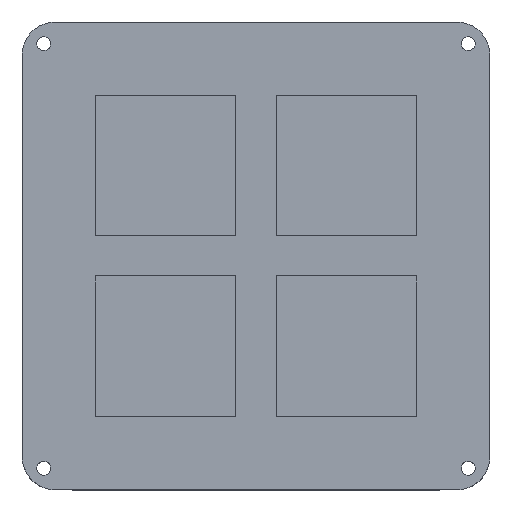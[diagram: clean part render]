
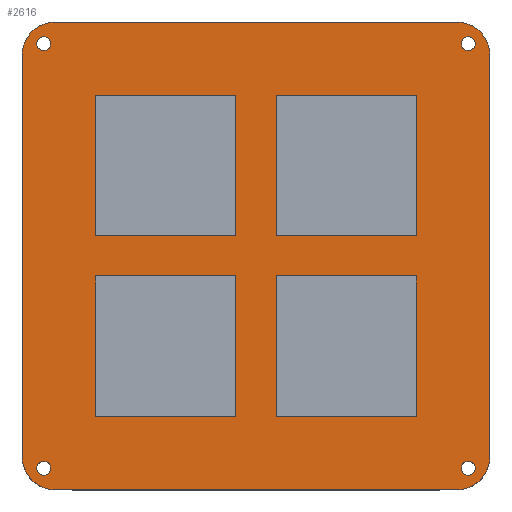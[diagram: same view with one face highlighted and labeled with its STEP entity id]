
A CAD part, top view. The second image highlights one B-rep face of the part: STEP entity #2616.
In plain terms, the highlighted planar face has unit normal (0, 0, 1).
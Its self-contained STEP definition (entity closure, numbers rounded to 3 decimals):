
#20=FACE_BOUND('',#382,.T.);
#21=FACE_BOUND('',#383,.T.);
#22=FACE_BOUND('',#384,.T.);
#23=FACE_BOUND('',#385,.T.);
#24=FACE_BOUND('',#386,.T.);
#25=FACE_BOUND('',#387,.T.);
#26=FACE_BOUND('',#388,.T.);
#27=FACE_BOUND('',#389,.T.);
#110=PLANE('',#2859);
#243=FACE_OUTER_BOUND('',#381,.T.);
#381=EDGE_LOOP('',(#2394,#2395,#2396,#2397,#2398,#2399,#2400,#2401));
#382=EDGE_LOOP('',(#2402,#2403,#2404,#2405));
#383=EDGE_LOOP('',(#2406,#2407,#2408,#2409));
#384=EDGE_LOOP('',(#2410,#2411,#2412,#2413));
#385=EDGE_LOOP('',(#2414,#2415,#2416,#2417));
#386=EDGE_LOOP('',(#2418));
#387=EDGE_LOOP('',(#2419));
#388=EDGE_LOOP('',(#2420));
#389=EDGE_LOOP('',(#2421));
#490=LINE('',#3903,#772);
#494=LINE('',#3911,#776);
#497=LINE('',#3917,#779);
#500=LINE('',#3922,#782);
#502=LINE('',#3928,#784);
#506=LINE('',#3936,#788);
#509=LINE('',#3942,#791);
#512=LINE('',#3947,#794);
#514=LINE('',#3953,#796);
#518=LINE('',#3961,#800);
#521=LINE('',#3967,#803);
#524=LINE('',#3972,#806);
#526=LINE('',#3978,#808);
#530=LINE('',#3986,#812);
#533=LINE('',#3992,#815);
#536=LINE('',#3997,#818);
#665=LINE('',#4344,#947);
#668=LINE('',#4353,#950);
#672=LINE('',#4364,#954);
#673=LINE('',#4365,#955);
#772=VECTOR('',#3100,10.);
#776=VECTOR('',#3106,10.);
#779=VECTOR('',#3111,10.);
#782=VECTOR('',#3116,10.);
#784=VECTOR('',#3122,10.);
#788=VECTOR('',#3128,10.);
#791=VECTOR('',#3133,10.);
#794=VECTOR('',#3138,10.);
#796=VECTOR('',#3144,10.);
#800=VECTOR('',#3150,10.);
#803=VECTOR('',#3155,10.);
#806=VECTOR('',#3160,10.);
#808=VECTOR('',#3166,10.);
#812=VECTOR('',#3172,10.);
#815=VECTOR('',#3177,10.);
#818=VECTOR('',#3182,10.);
#947=VECTOR('',#3575,10.);
#950=VECTOR('',#3584,10.);
#954=VECTOR('',#3598,10.);
#955=VECTOR('',#3599,10.);
#1044=CIRCLE('',#2826,2.1);
#1045=CIRCLE('',#2828,2.1);
#1046=CIRCLE('',#2830,2.1);
#1047=CIRCLE('',#2832,2.1);
#1048=CIRCLE('',#2850,10.);
#1049=CIRCLE('',#2853,10.);
#1050=CIRCLE('',#2856,10.);
#1051=CIRCLE('',#2858,10.);
#1181=VERTEX_POINT('',#3901);
#1182=VERTEX_POINT('',#3902);
#1185=VERTEX_POINT('',#3910);
#1187=VERTEX_POINT('',#3916);
#1189=VERTEX_POINT('',#3926);
#1190=VERTEX_POINT('',#3927);
#1193=VERTEX_POINT('',#3935);
#1195=VERTEX_POINT('',#3941);
#1197=VERTEX_POINT('',#3951);
#1198=VERTEX_POINT('',#3952);
#1201=VERTEX_POINT('',#3960);
#1203=VERTEX_POINT('',#3966);
#1205=VERTEX_POINT('',#3976);
#1206=VERTEX_POINT('',#3977);
#1209=VERTEX_POINT('',#3985);
#1211=VERTEX_POINT('',#3991);
#1292=VERTEX_POINT('',#4303);
#1293=VERTEX_POINT('',#4307);
#1294=VERTEX_POINT('',#4311);
#1295=VERTEX_POINT('',#4315);
#1296=VERTEX_POINT('',#4336);
#1297=VERTEX_POINT('',#4338);
#1298=VERTEX_POINT('',#4342);
#1299=VERTEX_POINT('',#4346);
#1300=VERTEX_POINT('',#4348);
#1301=VERTEX_POINT('',#4352);
#1302=VERTEX_POINT('',#4356);
#1303=VERTEX_POINT('',#4360);
#1451=EDGE_CURVE('',#1181,#1182,#490,.T.);
#1455=EDGE_CURVE('',#1185,#1181,#494,.T.);
#1458=EDGE_CURVE('',#1187,#1185,#497,.T.);
#1461=EDGE_CURVE('',#1182,#1187,#500,.T.);
#1463=EDGE_CURVE('',#1189,#1190,#502,.T.);
#1467=EDGE_CURVE('',#1193,#1189,#506,.T.);
#1470=EDGE_CURVE('',#1195,#1193,#509,.T.);
#1473=EDGE_CURVE('',#1190,#1195,#512,.T.);
#1475=EDGE_CURVE('',#1197,#1198,#514,.T.);
#1479=EDGE_CURVE('',#1201,#1197,#518,.T.);
#1482=EDGE_CURVE('',#1203,#1201,#521,.T.);
#1485=EDGE_CURVE('',#1198,#1203,#524,.T.);
#1487=EDGE_CURVE('',#1205,#1206,#526,.T.);
#1491=EDGE_CURVE('',#1209,#1205,#530,.T.);
#1494=EDGE_CURVE('',#1211,#1209,#533,.T.);
#1497=EDGE_CURVE('',#1206,#1211,#536,.T.);
#1657=EDGE_CURVE('',#1292,#1292,#1044,.T.);
#1659=EDGE_CURVE('',#1293,#1293,#1045,.T.);
#1661=EDGE_CURVE('',#1294,#1294,#1046,.T.);
#1663=EDGE_CURVE('',#1295,#1295,#1047,.T.);
#1667=EDGE_CURVE('',#1297,#1296,#1048,.T.);
#1670=EDGE_CURVE('',#1296,#1298,#665,.T.);
#1672=EDGE_CURVE('',#1300,#1299,#1049,.T.);
#1674=EDGE_CURVE('',#1301,#1300,#668,.T.);
#1676=EDGE_CURVE('',#1302,#1301,#1050,.T.);
#1679=EDGE_CURVE('',#1298,#1303,#1051,.T.);
#1680=EDGE_CURVE('',#1303,#1302,#672,.T.);
#1681=EDGE_CURVE('',#1299,#1297,#673,.T.);
#2394=ORIENTED_EDGE('',*,*,#1667,.T.);
#2395=ORIENTED_EDGE('',*,*,#1670,.T.);
#2396=ORIENTED_EDGE('',*,*,#1679,.T.);
#2397=ORIENTED_EDGE('',*,*,#1680,.T.);
#2398=ORIENTED_EDGE('',*,*,#1676,.T.);
#2399=ORIENTED_EDGE('',*,*,#1674,.T.);
#2400=ORIENTED_EDGE('',*,*,#1672,.T.);
#2401=ORIENTED_EDGE('',*,*,#1681,.T.);
#2402=ORIENTED_EDGE('',*,*,#1451,.T.);
#2403=ORIENTED_EDGE('',*,*,#1461,.T.);
#2404=ORIENTED_EDGE('',*,*,#1458,.T.);
#2405=ORIENTED_EDGE('',*,*,#1455,.T.);
#2406=ORIENTED_EDGE('',*,*,#1463,.T.);
#2407=ORIENTED_EDGE('',*,*,#1473,.T.);
#2408=ORIENTED_EDGE('',*,*,#1470,.T.);
#2409=ORIENTED_EDGE('',*,*,#1467,.T.);
#2410=ORIENTED_EDGE('',*,*,#1475,.T.);
#2411=ORIENTED_EDGE('',*,*,#1485,.T.);
#2412=ORIENTED_EDGE('',*,*,#1482,.T.);
#2413=ORIENTED_EDGE('',*,*,#1479,.T.);
#2414=ORIENTED_EDGE('',*,*,#1487,.T.);
#2415=ORIENTED_EDGE('',*,*,#1497,.T.);
#2416=ORIENTED_EDGE('',*,*,#1494,.T.);
#2417=ORIENTED_EDGE('',*,*,#1491,.T.);
#2418=ORIENTED_EDGE('',*,*,#1663,.T.);
#2419=ORIENTED_EDGE('',*,*,#1661,.T.);
#2420=ORIENTED_EDGE('',*,*,#1659,.T.);
#2421=ORIENTED_EDGE('',*,*,#1657,.T.);
#2616=ADVANCED_FACE('',(#243,#20,#21,#22,#23,#24,#25,#26,#27),#110,.T.);
#2826=AXIS2_PLACEMENT_3D('',#4304,#3515,#3516);
#2828=AXIS2_PLACEMENT_3D('',#4308,#3520,#3521);
#2830=AXIS2_PLACEMENT_3D('',#4312,#3525,#3526);
#2832=AXIS2_PLACEMENT_3D('',#4316,#3530,#3531);
#2850=AXIS2_PLACEMENT_3D('',#4339,#3569,#3570);
#2853=AXIS2_PLACEMENT_3D('',#4349,#3579,#3580);
#2856=AXIS2_PLACEMENT_3D('',#4357,#3588,#3589);
#2858=AXIS2_PLACEMENT_3D('',#4362,#3594,#3595);
#2859=AXIS2_PLACEMENT_3D('',#4363,#3596,#3597);
#3100=DIRECTION('',(1.,0.,0.));
#3106=DIRECTION('',(0.,1.,0.));
#3111=DIRECTION('',(-1.,0.,0.));
#3116=DIRECTION('',(0.,-1.,0.));
#3122=DIRECTION('',(1.,0.,0.));
#3128=DIRECTION('',(0.,1.,0.));
#3133=DIRECTION('',(-1.,0.,0.));
#3138=DIRECTION('',(0.,-1.,0.));
#3144=DIRECTION('',(1.,0.,0.));
#3150=DIRECTION('',(0.,1.,0.));
#3155=DIRECTION('',(-1.,0.,0.));
#3160=DIRECTION('',(0.,-1.,0.));
#3166=DIRECTION('',(1.,0.,0.));
#3172=DIRECTION('',(0.,1.,0.));
#3177=DIRECTION('',(-1.,0.,0.));
#3182=DIRECTION('',(0.,-1.,0.));
#3515=DIRECTION('center_axis',(0.,0.,-1.));
#3516=DIRECTION('ref_axis',(-1.,0.,0.));
#3520=DIRECTION('center_axis',(0.,0.,-1.));
#3521=DIRECTION('ref_axis',(-1.,0.,0.));
#3525=DIRECTION('center_axis',(0.,0.,-1.));
#3526=DIRECTION('ref_axis',(-1.,0.,0.));
#3530=DIRECTION('center_axis',(0.,0.,-1.));
#3531=DIRECTION('ref_axis',(-1.,0.,0.));
#3569=DIRECTION('center_axis',(0.,0.,1.));
#3570=DIRECTION('ref_axis',(0.707,0.707,0.));
#3575=DIRECTION('',(-1.,0.,0.));
#3579=DIRECTION('center_axis',(0.,0.,1.));
#3580=DIRECTION('ref_axis',(0.707,-0.707,0.));
#3584=DIRECTION('',(1.,0.,0.));
#3588=DIRECTION('center_axis',(0.,0.,1.));
#3589=DIRECTION('ref_axis',(-0.707,-0.707,0.));
#3594=DIRECTION('center_axis',(0.,0.,1.));
#3595=DIRECTION('ref_axis',(-0.707,0.707,0.));
#3596=DIRECTION('center_axis',(0.,0.,1.));
#3597=DIRECTION('ref_axis',(1.,0.,0.));
#3598=DIRECTION('',(0.,-1.,0.));
#3599=DIRECTION('',(0.,1.,0.));
#3901=CARTESIAN_POINT('',(60.,48.,2.));
#3902=CARTESIAN_POINT('',(102.,48.,2.));
#3903=CARTESIAN_POINT('',(57.,48.,2.));
#3910=CARTESIAN_POINT('',(60.,6.,2.));
#3911=CARTESIAN_POINT('',(60.,30.,2.));
#3916=CARTESIAN_POINT('',(102.,6.,2.));
#3917=CARTESIAN_POINT('',(78.,6.,2.));
#3922=CARTESIAN_POINT('',(102.,51.,2.));
#3926=CARTESIAN_POINT('',(60.,102.,2.));
#3927=CARTESIAN_POINT('',(102.,102.,2.));
#3928=CARTESIAN_POINT('',(57.,102.,2.));
#3935=CARTESIAN_POINT('',(60.,60.,2.));
#3936=CARTESIAN_POINT('',(60.,57.,2.));
#3941=CARTESIAN_POINT('',(102.,60.,2.));
#3942=CARTESIAN_POINT('',(78.,60.,2.));
#3947=CARTESIAN_POINT('',(102.,78.,2.));
#3951=CARTESIAN_POINT('',(6.,48.,2.));
#3952=CARTESIAN_POINT('',(48.,48.,2.));
#3953=CARTESIAN_POINT('',(30.,48.,2.));
#3960=CARTESIAN_POINT('',(6.,6.,2.));
#3961=CARTESIAN_POINT('',(6.,30.,2.));
#3966=CARTESIAN_POINT('',(48.,6.,2.));
#3967=CARTESIAN_POINT('',(51.,6.,2.));
#3972=CARTESIAN_POINT('',(48.,51.,2.));
#3976=CARTESIAN_POINT('',(6.,102.,2.));
#3977=CARTESIAN_POINT('',(48.,102.,2.));
#3978=CARTESIAN_POINT('',(30.,102.,2.));
#3985=CARTESIAN_POINT('',(6.,60.,2.));
#3986=CARTESIAN_POINT('',(6.,57.,2.));
#3991=CARTESIAN_POINT('',(48.,60.,2.));
#3992=CARTESIAN_POINT('',(51.,60.,2.));
#3997=CARTESIAN_POINT('',(48.,78.,2.));
#4303=CARTESIAN_POINT('',(-7.436,-9.536,2.));
#4304=CARTESIAN_POINT('Origin',(-9.536,-9.536,2.));
#4307=CARTESIAN_POINT('',(-7.436,117.536,2.));
#4308=CARTESIAN_POINT('Origin',(-9.536,117.536,2.));
#4311=CARTESIAN_POINT('',(119.636,-9.536,2.));
#4312=CARTESIAN_POINT('Origin',(117.536,-9.536,2.));
#4315=CARTESIAN_POINT('',(119.636,117.536,2.));
#4316=CARTESIAN_POINT('Origin',(117.536,117.536,2.));
#4336=CARTESIAN_POINT('',(114.,124.,2.));
#4338=CARTESIAN_POINT('',(124.,114.,2.));
#4339=CARTESIAN_POINT('Origin',(114.,114.,2.));
#4342=CARTESIAN_POINT('',(-6.,124.,2.));
#4344=CARTESIAN_POINT('',(19.,124.,2.));
#4346=CARTESIAN_POINT('',(124.,-6.,2.));
#4348=CARTESIAN_POINT('',(114.,-16.,2.));
#4349=CARTESIAN_POINT('Origin',(114.,-6.,2.));
#4352=CARTESIAN_POINT('',(-6.,-16.,2.));
#4353=CARTESIAN_POINT('',(89.,-16.,2.));
#4356=CARTESIAN_POINT('',(-16.,-6.,2.));
#4357=CARTESIAN_POINT('Origin',(-6.,-6.,2.));
#4360=CARTESIAN_POINT('',(-16.,114.,2.));
#4362=CARTESIAN_POINT('Origin',(-6.,114.,2.));
#4363=CARTESIAN_POINT('Origin',(54.,54.,2.));
#4364=CARTESIAN_POINT('',(-16.,19.,2.));
#4365=CARTESIAN_POINT('',(124.,89.,2.));
